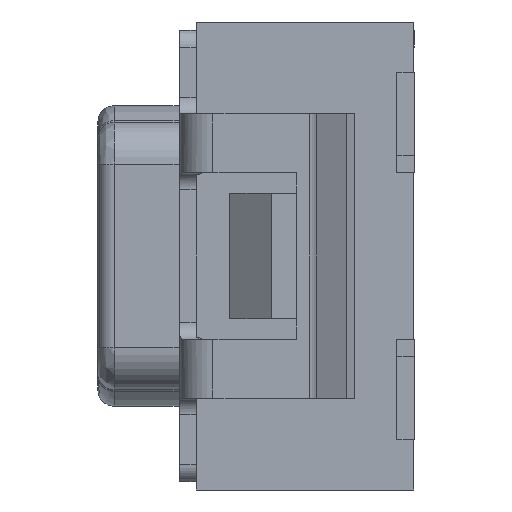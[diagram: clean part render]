
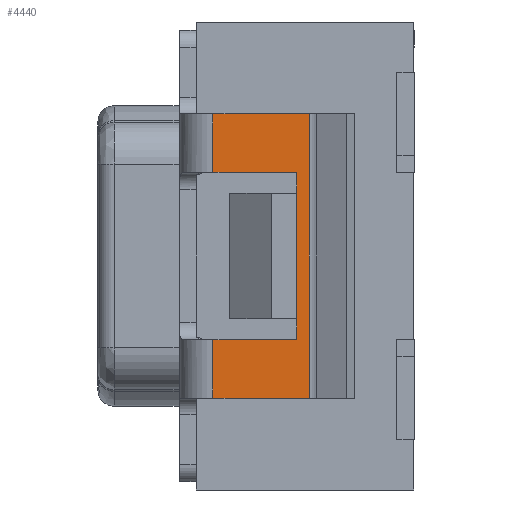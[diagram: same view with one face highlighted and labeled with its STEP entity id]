
A CAD part, left-side view. The second image highlights one B-rep face of the part: STEP entity #4440.
In plain terms, the highlighted planar face has unit normal (-1, 0, 0).
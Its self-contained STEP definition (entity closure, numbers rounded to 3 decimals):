
#14 = DIRECTION ( 'NONE',  ( 0., -1., 0. ) ) ;
#28 = LINE ( 'NONE', #3911, #5242 ) ;
#145 = DIRECTION ( 'NONE',  ( 0., 1., 0. ) ) ;
#283 = VECTOR ( 'NONE', #1265, 1000. ) ;
#305 = CARTESIAN_POINT ( 'NONE',  ( -2., 0.85, 0.624 ) ) ;
#342 = VERTEX_POINT ( 'NONE', #4587 ) ;
#385 = DIRECTION ( 'NONE',  ( 0., 0., 1. ) ) ;
#412 = ORIENTED_EDGE ( 'NONE', *, *, #2231, .T. ) ;
#868 = VECTOR ( 'NONE', #5899, 1000. ) ;
#1124 = ORIENTED_EDGE ( 'NONE', *, *, #3922, .T. ) ;
#1250 = CARTESIAN_POINT ( 'NONE',  ( -2., -0.85, 0.624 ) ) ;
#1265 = DIRECTION ( 'NONE',  ( 0., 1., 0. ) ) ;
#1322 = ORIENTED_EDGE ( 'NONE', *, *, #6831, .T. ) ;
#1385 = LINE ( 'NONE', #5117, #7885 ) ;
#1922 = LINE ( 'NONE', #1250, #2141 ) ;
#2138 = VERTEX_POINT ( 'NONE', #3386 ) ;
#2141 = VECTOR ( 'NONE', #14, 1000. ) ;
#2231 = EDGE_CURVE ( 'NONE', #5546, #4675, #7553, .T. ) ;
#2292 = VECTOR ( 'NONE', #2772, 1000. ) ;
#2390 = VECTOR ( 'NONE', #6396, 1000. ) ;
#2476 = LINE ( 'NONE', #5144, #2292 ) ;
#2538 = LINE ( 'NONE', #2780, #868 ) ;
#2686 = ORIENTED_EDGE ( 'NONE', *, *, #3755, .T. ) ;
#2711 = VERTEX_POINT ( 'NONE', #5656 ) ;
#2772 = DIRECTION ( 'NONE',  ( 0., -1., 0. ) ) ;
#2780 = CARTESIAN_POINT ( 'NONE',  ( -2., 0.85, 1.3 ) ) ;
#2819 = DIRECTION ( 'NONE',  ( -1., 0., 0. ) ) ;
#2886 = LINE ( 'NONE', #7158, #5706 ) ;
#2997 = LINE ( 'NONE', #4159, #5327 ) ;
#3266 = ORIENTED_EDGE ( 'NONE', *, *, #4955, .T. ) ;
#3285 = EDGE_CURVE ( 'NONE', #4888, #342, #2538, .T. ) ;
#3386 = CARTESIAN_POINT ( 'NONE',  ( -2., 0.5, 1.2 ) ) ;
#3617 = CARTESIAN_POINT ( 'NONE',  ( -2., -0.5, 1.2 ) ) ;
#3755 = EDGE_CURVE ( 'NONE', #4888, #5356, #1922, .T. ) ;
#3869 = CARTESIAN_POINT ( 'NONE',  ( -2., 0.5, 0.7 ) ) ;
#3911 = CARTESIAN_POINT ( 'NONE',  ( -2., -0.85, 0.7 ) ) ;
#3922 = EDGE_CURVE ( 'NONE', #7713, #7503, #28, .T. ) ;
#3953 = DIRECTION ( 'NONE',  ( 0., 0., 1. ) ) ;
#4104 = CARTESIAN_POINT ( 'NONE',  ( -2., 0.375, 0.7 ) ) ;
#4159 = CARTESIAN_POINT ( 'NONE',  ( -2., 0.5, 1.3 ) ) ;
#4440 = ADVANCED_FACE ( 'NONE', ( #6243 ), #5943, .T. ) ;
#4484 = ORIENTED_EDGE ( 'NONE', *, *, #6315, .F. ) ;
#4587 = CARTESIAN_POINT ( 'NONE',  ( -2., 0.85, 1.2 ) ) ;
#4638 = ORIENTED_EDGE ( 'NONE', *, *, #7299, .F. ) ;
#4675 = VERTEX_POINT ( 'NONE', #7073 ) ;
#4888 = VERTEX_POINT ( 'NONE', #305 ) ;
#4955 = EDGE_CURVE ( 'NONE', #6205, #2138, #2997, .T. ) ;
#4971 = CARTESIAN_POINT ( 'NONE',  ( -2., -0.375, 0.7 ) ) ;
#5079 = VECTOR ( 'NONE', #5385, 1000. ) ;
#5117 = CARTESIAN_POINT ( 'NONE',  ( -2., -0.425, 1.2 ) ) ;
#5144 = CARTESIAN_POINT ( 'NONE',  ( -2., -0.425, 1.2 ) ) ;
#5242 = VECTOR ( 'NONE', #145, 1000. ) ;
#5281 = CARTESIAN_POINT ( 'NONE',  ( -2., -0.85, 0.624 ) ) ;
#5304 = ORIENTED_EDGE ( 'NONE', *, *, #7854, .T. ) ;
#5327 = VECTOR ( 'NONE', #385, 1000. ) ;
#5356 = VERTEX_POINT ( 'NONE', #5281 ) ;
#5385 = DIRECTION ( 'NONE',  ( 0., 0., -1. ) ) ;
#5546 = VERTEX_POINT ( 'NONE', #3617 ) ;
#5656 = CARTESIAN_POINT ( 'NONE',  ( -2., -0.85, 1.2 ) ) ;
#5706 = VECTOR ( 'NONE', #7792, 1000. ) ;
#5809 = CARTESIAN_POINT ( 'NONE',  ( -2., -0.85, 0.7 ) ) ;
#5899 = DIRECTION ( 'NONE',  ( 0., 0., 1. ) ) ;
#5943 = PLANE ( 'NONE',  #6706 ) ;
#6028 = ORIENTED_EDGE ( 'NONE', *, *, #7359, .F. ) ;
#6036 = EDGE_LOOP ( 'NONE', ( #4638, #6864, #2686, #4484, #6028, #412, #1322, #1124, #5304, #3266 ) ) ;
#6205 = VERTEX_POINT ( 'NONE', #3869 ) ;
#6243 = FACE_OUTER_BOUND ( 'NONE', #6036, .T. ) ;
#6315 = EDGE_CURVE ( 'NONE', #2711, #5356, #2886, .T. ) ;
#6384 = DIRECTION ( 'NONE',  ( 0., -1., 0. ) ) ;
#6388 = LINE ( 'NONE', #8160, #283 ) ;
#6396 = DIRECTION ( 'NONE',  ( 0., 1., 0. ) ) ;
#6614 = CARTESIAN_POINT ( 'NONE',  ( -2., -0.5, 1.3 ) ) ;
#6706 = AXIS2_PLACEMENT_3D ( 'NONE', #7731, #2819, #3953 ) ;
#6831 = EDGE_CURVE ( 'NONE', #4675, #7713, #8171, .T. ) ;
#6864 = ORIENTED_EDGE ( 'NONE', *, *, #3285, .F. ) ;
#7073 = CARTESIAN_POINT ( 'NONE',  ( -2., -0.5, 0.7 ) ) ;
#7158 = CARTESIAN_POINT ( 'NONE',  ( -2., -0.85, 1.3 ) ) ;
#7299 = EDGE_CURVE ( 'NONE', #342, #2138, #1385, .T. ) ;
#7359 = EDGE_CURVE ( 'NONE', #5546, #2711, #2476, .T. ) ;
#7503 = VERTEX_POINT ( 'NONE', #4104 ) ;
#7553 = LINE ( 'NONE', #6614, #5079 ) ;
#7713 = VERTEX_POINT ( 'NONE', #4971 ) ;
#7731 = CARTESIAN_POINT ( 'NONE',  ( -2., -0.85, 1.3 ) ) ;
#7792 = DIRECTION ( 'NONE',  ( 0., 0., -1. ) ) ;
#7854 = EDGE_CURVE ( 'NONE', #7503, #6205, #6388, .T. ) ;
#7885 = VECTOR ( 'NONE', #6384, 1000. ) ;
#8160 = CARTESIAN_POINT ( 'NONE',  ( -2., -0.85, 0.7 ) ) ;
#8171 = LINE ( 'NONE', #5809, #2390 ) ;
